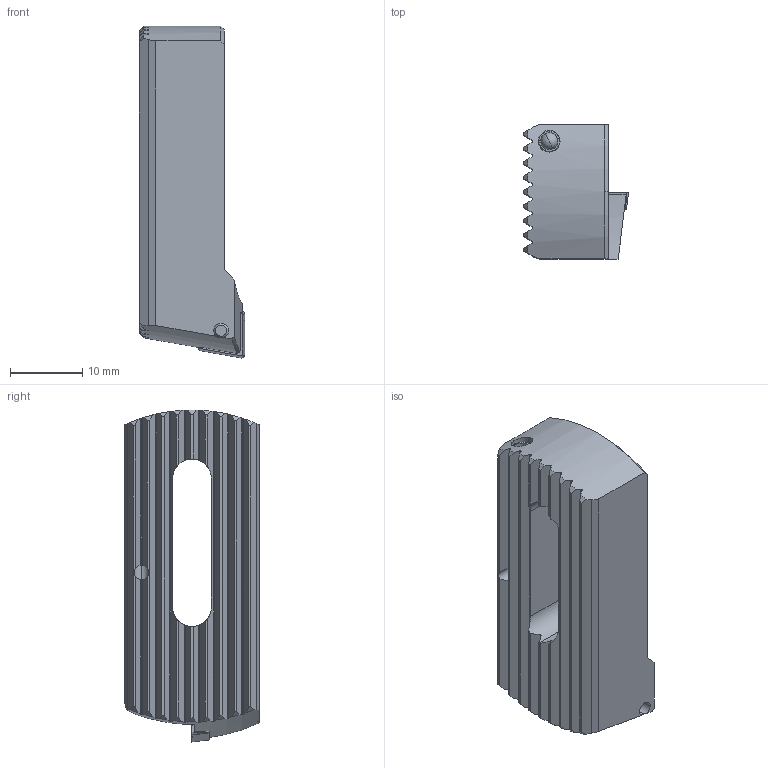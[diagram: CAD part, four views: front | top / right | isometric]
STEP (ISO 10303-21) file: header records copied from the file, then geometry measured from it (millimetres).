
FILE_DESCRIPTION (( 'STEP AP203' ), '1' );
FILE_NAME ('B56.048.006.014.STEP', '2018-02-21T14:42:39', ( 'SWIAdmin' ), ( 'Hewlett-Packard Company' ), 'SwSTEP 2.0', 'SolidWorks 2017', '' );
FILE_SCHEMA (( 'CONFIG_CONTROL_DESIGN' ));
Length unit declared in the file: millimetre
Products named in the file (5): CCMT060204; WCA-ER2.001.006_A; KVT_MB_600_030; B56.048.006.014; BV2-WCA.K11.014_B
Assembly tree (4 placements, depth 2):
  B56.048.006.014
    BV2-WCA.K11.014_B
    CCMT060204
    WCA-ER2.001.006_A
    KVT_MB_600_030
Bounding box: 14.58 x 18.6 x 46 mm (x, y, z)
Volume: 6019.1 mm3; surface area: 4318.6 mm2
Topology: 5 solids, 5 shells, 436 faces, 1155 edges, 730 vertices
Faces by surface type: plane 208, bspline 78, cylinder 76, cone 62, torus 8, sphere 4
Entity records: 18111 total; most frequent: CARTESIAN_POINT 7784, ORIENTED_EDGE 2288, DIRECTION 1672, EDGE_CURVE 1144, VERTEX_POINT 727, VECTOR 612, LINE 612, AXIS2_PLACEMENT_3D 530
